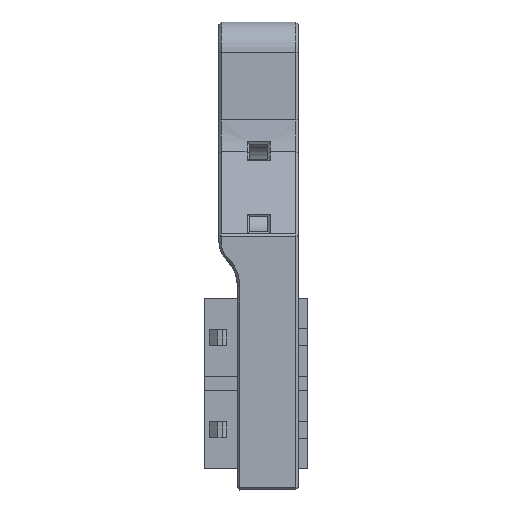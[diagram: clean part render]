
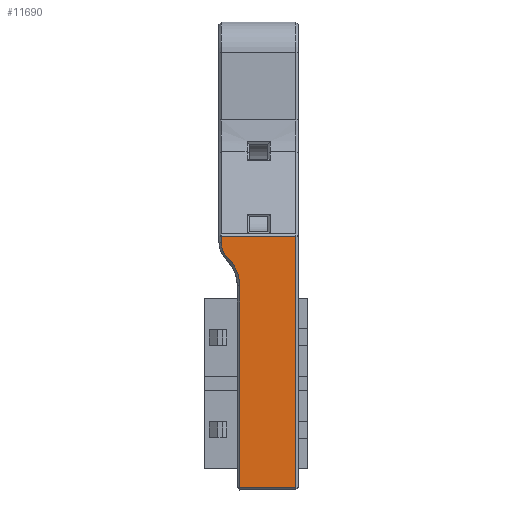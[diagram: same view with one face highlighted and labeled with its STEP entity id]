
A CAD part, left-side view. The second image highlights one B-rep face of the part: STEP entity #11690.
In plain terms, the highlighted planar face has unit normal (-1, 0, 0).
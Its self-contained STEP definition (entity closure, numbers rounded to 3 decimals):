
#555=CIRCLE('',#12415,6.4);
#557=CIRCLE('',#12418,3.6);
#1064=FACE_OUTER_BOUND('',#1790,.T.);
#1790=EDGE_LOOP('',(#9130,#9131,#9132,#9133,#9134,#9135,#9136));
#2868=LINE('',#18347,#4136);
#2870=LINE('',#18350,#4138);
#2871=LINE('',#18352,#4139);
#2874=LINE('',#18357,#4142);
#2877=LINE('',#18371,#4145);
#4136=VECTOR('',#14245,41.2);
#4138=VECTOR('',#14249,9.2);
#4139=VECTOR('',#14252,12.2);
#4142=VECTOR('',#14257,33.054);
#4145=VECTOR('',#14274,1.005);
#5282=VERTEX_POINT('',#18228);
#5286=VERTEX_POINT('',#18237);
#5287=VERTEX_POINT('',#18241);
#5291=VERTEX_POINT('',#18252);
#5314=VERTEX_POINT('',#18355);
#5315=VERTEX_POINT('',#18359);
#5317=VERTEX_POINT('',#18365);
#6593=EDGE_CURVE('',#5287,#5291,#2868,.T.);
#6595=EDGE_CURVE('',#5291,#5286,#2870,.T.);
#6596=EDGE_CURVE('',#5282,#5287,#2871,.T.);
#6599=EDGE_CURVE('',#5286,#5314,#2874,.T.);
#6600=EDGE_CURVE('',#5314,#5315,#555,.T.);
#6603=EDGE_CURVE('',#5315,#5317,#557,.T.);
#6606=EDGE_CURVE('',#5317,#5282,#2877,.T.);
#9130=ORIENTED_EDGE('',*,*,#6593,.F.);
#9131=ORIENTED_EDGE('',*,*,#6596,.F.);
#9132=ORIENTED_EDGE('',*,*,#6606,.F.);
#9133=ORIENTED_EDGE('',*,*,#6603,.F.);
#9134=ORIENTED_EDGE('',*,*,#6600,.F.);
#9135=ORIENTED_EDGE('',*,*,#6599,.F.);
#9136=ORIENTED_EDGE('',*,*,#6595,.F.);
#11181=PLANE('',#12500);
#11690=ADVANCED_FACE('',(#1064),#11181,.T.);
#12415=AXIS2_PLACEMENT_3D('',#18360,#14260,#14261);
#12418=AXIS2_PLACEMENT_3D('',#18366,#14267,#14268);
#12500=AXIS2_PLACEMENT_3D('',#19016,#14501,#14502);
#14245=DIRECTION('',(0.,0.,-1.));
#14249=DIRECTION('',(0.,1.,0.));
#14252=DIRECTION('',(0.,-1.,0.));
#14257=DIRECTION('',(0.,0.,1.));
#14260=DIRECTION('center_axis',(-1.,0.,0.));
#14261=DIRECTION('ref_axis',(0.,0.,1.));
#14267=DIRECTION('center_axis',(1.,0.,0.));
#14268=DIRECTION('ref_axis',(0.,0.,-1.));
#14274=DIRECTION('',(0.,0.,1.));
#14501=DIRECTION('center_axis',(-1.,0.,0.));
#14502=DIRECTION('ref_axis',(0.,1.,0.));
#18228=CARTESIAN_POINT('',(225.575,68.1,36.6));
#18237=CARTESIAN_POINT('',(225.575,65.1,-4.6));
#18241=CARTESIAN_POINT('',(225.575,55.9,36.6));
#18252=CARTESIAN_POINT('',(225.575,55.9,-4.6));
#18347=CARTESIAN_POINT('',(225.575,55.9,36.6));
#18350=CARTESIAN_POINT('',(225.575,55.9,-4.6));
#18352=CARTESIAN_POINT('',(225.575,68.1,36.6));
#18355=CARTESIAN_POINT('',(225.575,65.1,28.454));
#18357=CARTESIAN_POINT('',(225.575,65.1,-4.6));
#18359=CARTESIAN_POINT('',(225.575,67.02,33.024));
#18360=CARTESIAN_POINT('Origin',(225.575,71.5,28.454));
#18365=CARTESIAN_POINT('',(225.575,68.1,35.595));
#18366=CARTESIAN_POINT('Origin',(225.575,64.5,35.595));
#18371=CARTESIAN_POINT('',(225.575,68.1,35.595));
#19016=CARTESIAN_POINT('Origin',(225.575,65.5,-5.));
